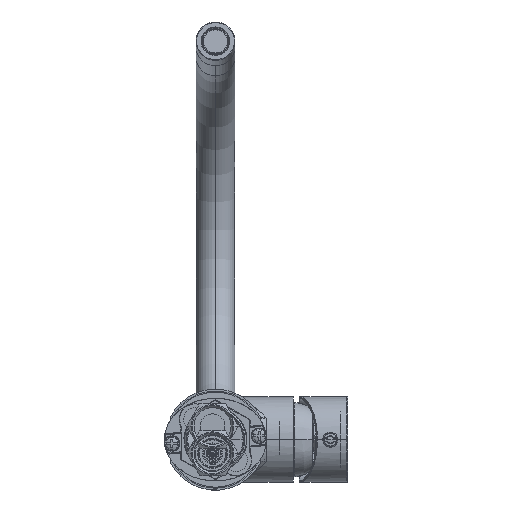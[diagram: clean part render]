
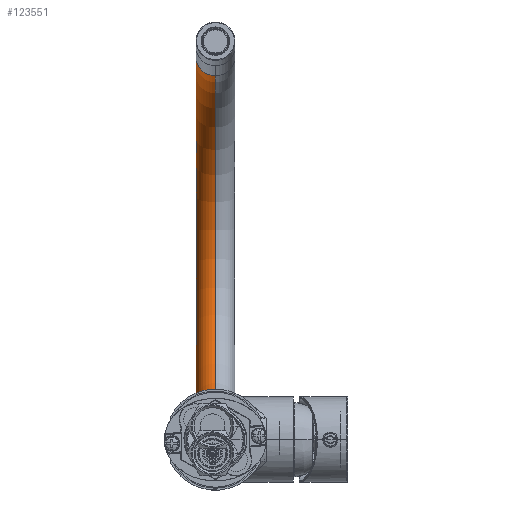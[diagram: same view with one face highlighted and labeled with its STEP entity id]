
A CAD part, front view. The second image highlights one B-rep face of the part: STEP entity #123551.
In plain terms, the highlighted toroidal (fillet/blend) face has major radius 99 mm and minor radius 10 mm.
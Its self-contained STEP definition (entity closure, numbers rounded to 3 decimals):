
#123311=CARTESIAN_POINT('',(99.,175.162,0.));
#123312=DIRECTION('',(0.,0.,-1.));
#123313=DIRECTION('',(-1.,0.,0.));
#123314=AXIS2_PLACEMENT_3D('',#123311,#123312,#123313);
#123316=CARTESIAN_POINT('',(0.,175.162,0.));
#123317=DIRECTION('',(0.,1.,0.));
#123318=DIRECTION('',(-1.,0.,0.));
#123319=AXIS2_PLACEMENT_3D('',#123316,#123317,#123318);
#123321=CARTESIAN_POINT('',(99.,175.162,0.));
#123322=DIRECTION('',(0.,0.,-1.));
#123323=DIRECTION('',(-1.,0.,0.));
#123324=AXIS2_PLACEMENT_3D('',#123321,#123322,#123323);
#123326=CARTESIAN_POINT('',(197.037,188.94,0.));
#123327=DIRECTION('',(0.139,-0.99,0.));
#123328=DIRECTION('',(0.99,0.139,0.));
#123329=AXIS2_PLACEMENT_3D('',#123326,#123327,#123328);
#123446=CARTESIAN_POINT('',(-10.,175.162,0.));
#123447=CARTESIAN_POINT('',(10.,175.162,0.));
#123448=VERTEX_POINT('',#123446);
#123449=VERTEX_POINT('',#123447);
#123454=CARTESIAN_POINT('',(206.939,190.332,0.));
#123455=CARTESIAN_POINT('',(187.134,187.548,0.));
#123456=VERTEX_POINT('',#123454);
#123457=VERTEX_POINT('',#123455);
#123539=CARTESIAN_POINT('',(99.,175.162,0.));
#123540=DIRECTION('',(0.,0.,-1.));
#123541=DIRECTION('',(1.,0.,0.));
#123542=AXIS2_PLACEMENT_3D('',#123539,#123540,#123541);
#123543=TOROIDAL_SURFACE('',#123542,99.,10.);
#123544=ORIENTED_EDGE('',*,*,#123504,.F.);
#123545=ORIENTED_EDGE('',*,*,#123534,.T.);
#123547=ORIENTED_EDGE('',*,*,#123546,.T.);
#123548=ORIENTED_EDGE('',*,*,#123530,.F.);
#123549=EDGE_LOOP('',(#123544,#123545,#123547,#123548));
#123550=FACE_OUTER_BOUND('',#123549,.F.);
#123315=CIRCLE('',#123314,89.);
#123320=CIRCLE('',#123319,10.);
#123325=CIRCLE('',#123324,109.);
#123330=CIRCLE('',#123329,10.);
#123504=EDGE_CURVE('',#123448,#123449,#123320,.T.);
#123530=EDGE_CURVE('',#123449,#123457,#123315,.T.);
#123534=EDGE_CURVE('',#123448,#123456,#123325,.T.);
#123546=EDGE_CURVE('',#123456,#123457,#123330,.T.);
#123551=ADVANCED_FACE('',(#123550),#123543,.T.);
